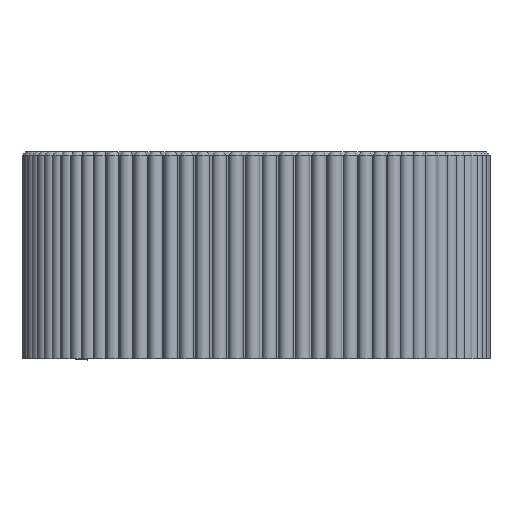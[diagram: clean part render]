
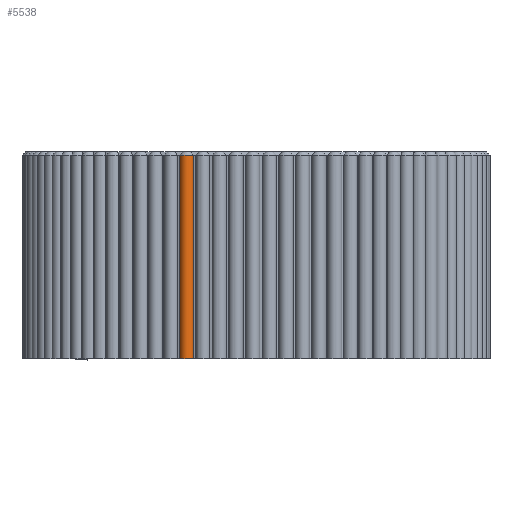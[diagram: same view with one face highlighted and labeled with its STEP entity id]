
A CAD part, left-side view. The second image highlights one B-rep face of the part: STEP entity #5538.
In plain terms, the highlighted cylindrical face has radius 0.428 mm (diameter 0.856 mm), a partial arc.
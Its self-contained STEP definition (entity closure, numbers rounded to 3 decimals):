
#408=FACE_OUTER_BOUND('',#764,.T.);
#764=EDGE_LOOP('',(#4393,#4394,#4395,#4396));
#986=CIRCLE('',#5812,0.428);
#1290=CIRCLE('',#6287,0.428);
#1657=LINE('',#10656,#1835);
#1658=LINE('',#10660,#1836);
#1835=VECTOR('',#7787,10.);
#1836=VECTOR('',#7792,10.);
#2056=VERTEX_POINT('',#9029);
#2058=VERTEX_POINT('',#9040);
#2360=VERTEX_POINT('',#10654);
#2361=VERTEX_POINT('',#10658);
#2625=EDGE_CURVE('',#2056,#2058,#986,.T.);
#3098=EDGE_CURVE('',#2360,#2056,#1657,.T.);
#3099=EDGE_CURVE('',#2360,#2361,#1290,.T.);
#3100=EDGE_CURVE('',#2361,#2058,#1658,.T.);
#4393=ORIENTED_EDGE('',*,*,#2625,.F.);
#4394=ORIENTED_EDGE('',*,*,#3098,.F.);
#4395=ORIENTED_EDGE('',*,*,#3099,.T.);
#4396=ORIENTED_EDGE('',*,*,#3100,.T.);
#5191=CYLINDRICAL_SURFACE('',#6286,0.428);
#5538=ADVANCED_FACE('',(#408),#5191,.T.);
#5812=AXIS2_PLACEMENT_3D('',#9041,#6804,#6805);
#6286=AXIS2_PLACEMENT_3D('',#10657,#7788,#7789);
#6287=AXIS2_PLACEMENT_3D('',#10659,#7790,#7791);
#6804=DIRECTION('center_axis',(0.,0.,1.));
#6805=DIRECTION('ref_axis',(-0.309,-0.951,0.));
#7787=DIRECTION('',(0.,0.,1.));
#7788=DIRECTION('center_axis',(0.,0.,1.));
#7789=DIRECTION('ref_axis',(-0.952,0.306,0.));
#7790=DIRECTION('center_axis',(0.,0.,1.));
#7791=DIRECTION('ref_axis',(0.309,0.951,0.));
#7792=DIRECTION('',(0.,0.,1.));
#9029=CARTESIAN_POINT('',(-12.715,-58.464,11.9));
#9040=CARTESIAN_POINT('',(-12.977,-59.279,11.9));
#9041=CARTESIAN_POINT('Origin',(-12.852,-58.869,11.9));
#10654=CARTESIAN_POINT('',(-12.715,-58.464,-0.2));
#10656=CARTESIAN_POINT('',(-12.715,-58.464,0.));
#10657=CARTESIAN_POINT('Origin',(-12.852,-58.869,0.));
#10658=CARTESIAN_POINT('',(-12.977,-59.279,-0.2));
#10659=CARTESIAN_POINT('Origin',(-12.852,-58.869,-0.2));
#10660=CARTESIAN_POINT('',(-12.977,-59.279,0.));
